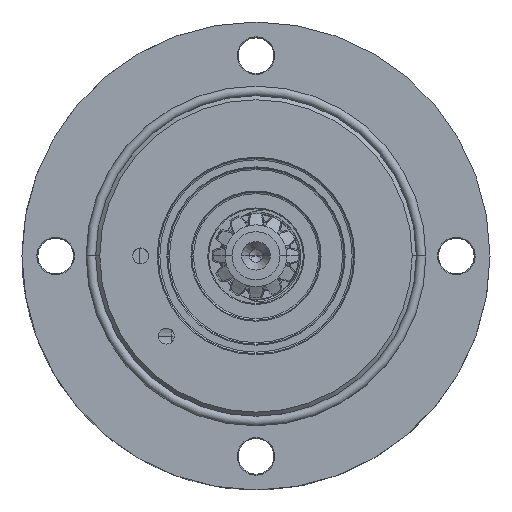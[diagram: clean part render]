
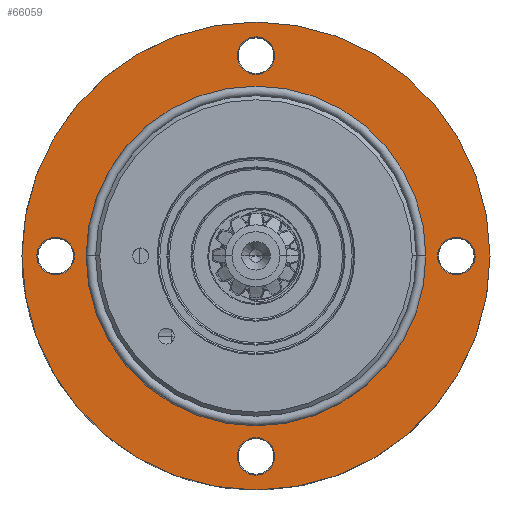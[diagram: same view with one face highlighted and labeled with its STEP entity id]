
A CAD part, top view. The second image highlights one B-rep face of the part: STEP entity #66059.
In plain terms, the highlighted planar face has unit normal (0, 0, 1).
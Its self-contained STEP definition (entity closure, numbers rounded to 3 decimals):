
#859=CARTESIAN_POINT('',(0.,0.,96.175));
#860=DIRECTION('',(0.,0.,1.));
#861=DIRECTION('',(-1.,0.,0.));
#862=AXIS2_PLACEMENT_3D('',#859,#860,#861);
#864=CARTESIAN_POINT('',(0.,0.,96.175));
#865=DIRECTION('',(0.,0.,-1.));
#866=DIRECTION('',(-1.,0.,0.));
#867=AXIS2_PLACEMENT_3D('',#864,#865,#866);
#869=CARTESIAN_POINT('',(-62.5,0.,96.175));
#870=DIRECTION('',(0.,0.,-1.));
#871=DIRECTION('',(-1.,0.,0.));
#872=AXIS2_PLACEMENT_3D('',#869,#870,#871);
#874=CARTESIAN_POINT('',(-62.5,0.,96.175));
#875=DIRECTION('',(0.,0.,-1.));
#876=DIRECTION('',(1.,0.,0.));
#877=AXIS2_PLACEMENT_3D('',#874,#875,#876);
#879=CARTESIAN_POINT('',(0.,62.5,96.175));
#880=DIRECTION('',(0.,0.,-1.));
#881=DIRECTION('',(-1.,0.,0.));
#882=AXIS2_PLACEMENT_3D('',#879,#880,#881);
#884=CARTESIAN_POINT('',(0.,62.5,96.175));
#885=DIRECTION('',(0.,0.,-1.));
#886=DIRECTION('',(1.,0.,0.));
#887=AXIS2_PLACEMENT_3D('',#884,#885,#886);
#889=CARTESIAN_POINT('',(62.5,0.,96.175));
#890=DIRECTION('',(0.,0.,-1.));
#891=DIRECTION('',(-1.,0.,0.));
#892=AXIS2_PLACEMENT_3D('',#889,#890,#891);
#894=CARTESIAN_POINT('',(62.5,0.,96.175));
#895=DIRECTION('',(0.,0.,-1.));
#896=DIRECTION('',(1.,0.,0.));
#897=AXIS2_PLACEMENT_3D('',#894,#895,#896);
#899=CARTESIAN_POINT('',(0.,-62.5,96.175));
#900=DIRECTION('',(0.,0.,-1.));
#901=DIRECTION('',(-1.,0.,0.));
#902=AXIS2_PLACEMENT_3D('',#899,#900,#901);
#904=CARTESIAN_POINT('',(0.,-62.5,96.175));
#905=DIRECTION('',(0.,0.,-1.));
#906=DIRECTION('',(1.,0.,0.));
#907=AXIS2_PLACEMENT_3D('',#904,#905,#906);
#909=CARTESIAN_POINT('',(0.,0.,96.175));
#910=DIRECTION('',(0.,0.,-1.));
#911=DIRECTION('',(1.,0.,0.));
#912=AXIS2_PLACEMENT_3D('',#909,#910,#911);
#914=CARTESIAN_POINT('',(0.,0.,96.175));
#915=DIRECTION('',(0.,0.,-1.));
#916=DIRECTION('',(-1.,0.,0.));
#917=AXIS2_PLACEMENT_3D('',#914,#915,#916);
#62849=CARTESIAN_POINT('',(-73.,0.,96.175));
#62850=CARTESIAN_POINT('',(73.,0.,96.175));
#62851=VERTEX_POINT('',#62849);
#62852=VERTEX_POINT('',#62850);
#62861=CARTESIAN_POINT('',(-68.363,0.,96.175));
#62862=CARTESIAN_POINT('',(-56.638,0.,96.175));
#62863=VERTEX_POINT('',#62861);
#62864=VERTEX_POINT('',#62862);
#62885=CARTESIAN_POINT('',(-5.863,62.5,96.175));
#62886=CARTESIAN_POINT('',(5.863,62.5,96.175));
#62887=VERTEX_POINT('',#62885);
#62888=VERTEX_POINT('',#62886);
#62893=CARTESIAN_POINT('',(56.638,0.,96.175));
#62894=CARTESIAN_POINT('',(68.363,0.,96.175));
#62895=VERTEX_POINT('',#62893);
#62896=VERTEX_POINT('',#62894);
#62901=CARTESIAN_POINT('',(-5.863,-62.5,96.175));
#62902=CARTESIAN_POINT('',(5.863,-62.5,96.175));
#62903=VERTEX_POINT('',#62901);
#62904=VERTEX_POINT('',#62902);
#63174=CARTESIAN_POINT('',(50.5,0.,96.175));
#63175=CARTESIAN_POINT('',(-50.5,0.,96.175));
#63176=VERTEX_POINT('',#63174);
#63177=VERTEX_POINT('',#63175);
#66020=CARTESIAN_POINT('',(0.,0.,96.175));
#66021=DIRECTION('',(0.,0.,1.));
#66022=DIRECTION('',(-1.,0.,0.));
#66023=AXIS2_PLACEMENT_3D('',#66020,#66021,#66022);
#66024=PLANE('',#66023);
#66026=ORIENTED_EDGE('',*,*,#66025,.F.);
#66028=ORIENTED_EDGE('',*,*,#66027,.T.);
#66029=EDGE_LOOP('',(#66026,#66028));
#66030=FACE_OUTER_BOUND('',#66029,.F.);
#66032=ORIENTED_EDGE('',*,*,#66031,.F.);
#66034=ORIENTED_EDGE('',*,*,#66033,.F.);
#66035=EDGE_LOOP('',(#66032,#66034));
#66036=FACE_BOUND('',#66035,.F.);
#66038=ORIENTED_EDGE('',*,*,#66037,.F.);
#66040=ORIENTED_EDGE('',*,*,#66039,.F.);
#66041=EDGE_LOOP('',(#66038,#66040));
#66042=FACE_BOUND('',#66041,.F.);
#66044=ORIENTED_EDGE('',*,*,#66043,.F.);
#66046=ORIENTED_EDGE('',*,*,#66045,.F.);
#66047=EDGE_LOOP('',(#66044,#66046));
#66048=FACE_BOUND('',#66047,.F.);
#66050=ORIENTED_EDGE('',*,*,#66049,.F.);
#66052=ORIENTED_EDGE('',*,*,#66051,.F.);
#66053=EDGE_LOOP('',(#66050,#66052));
#66054=FACE_BOUND('',#66053,.F.);
#66055=ORIENTED_EDGE('',*,*,#66002,.F.);
#66056=ORIENTED_EDGE('',*,*,#65987,.F.);
#66057=EDGE_LOOP('',(#66055,#66056));
#66058=FACE_BOUND('',#66057,.F.);
#66059=ADVANCED_FACE('',(#66030,#66036,#66042,#66048,#66054,#66058),#66024,.T.);
#863=CIRCLE('',#862,73.);
#868=CIRCLE('',#867,73.);
#873=CIRCLE('',#872,5.863);
#878=CIRCLE('',#877,5.863);
#883=CIRCLE('',#882,5.863);
#888=CIRCLE('',#887,5.863);
#893=CIRCLE('',#892,5.863);
#898=CIRCLE('',#897,5.863);
#903=CIRCLE('',#902,5.863);
#908=CIRCLE('',#907,5.863);
#913=CIRCLE('',#912,50.5);
#918=CIRCLE('',#917,50.5);
#65987=EDGE_CURVE('',#63177,#63176,#918,.T.);
#66002=EDGE_CURVE('',#63176,#63177,#913,.T.);
#66025=EDGE_CURVE('',#62851,#62852,#863,.T.);
#66027=EDGE_CURVE('',#62851,#62852,#868,.T.);
#66031=EDGE_CURVE('',#62863,#62864,#873,.T.);
#66033=EDGE_CURVE('',#62864,#62863,#878,.T.);
#66037=EDGE_CURVE('',#62887,#62888,#883,.T.);
#66039=EDGE_CURVE('',#62888,#62887,#888,.T.);
#66043=EDGE_CURVE('',#62895,#62896,#893,.T.);
#66045=EDGE_CURVE('',#62896,#62895,#898,.T.);
#66049=EDGE_CURVE('',#62903,#62904,#903,.T.);
#66051=EDGE_CURVE('',#62904,#62903,#908,.T.);
